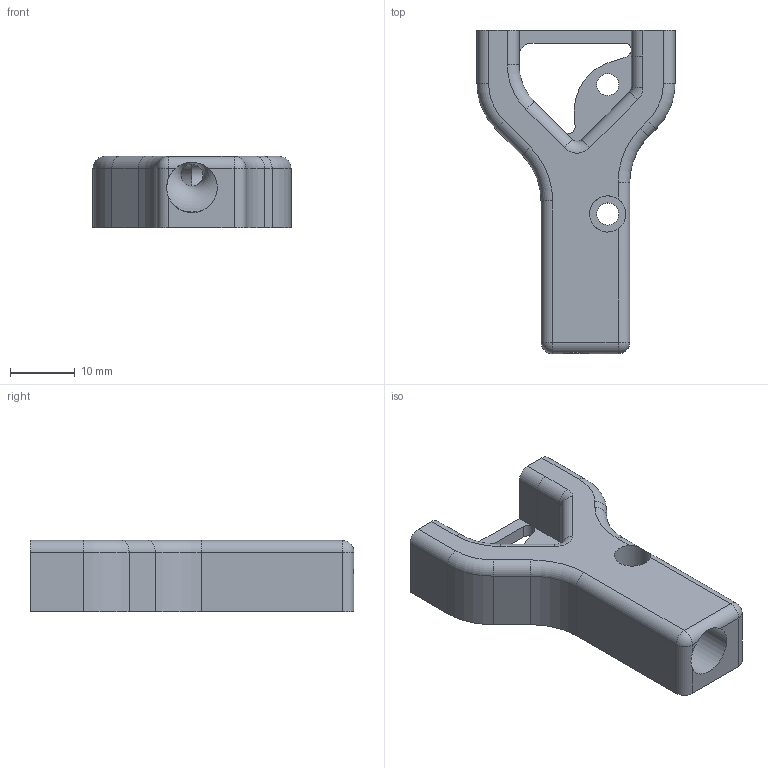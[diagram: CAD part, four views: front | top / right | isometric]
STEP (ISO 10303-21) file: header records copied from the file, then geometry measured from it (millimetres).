
FILE_DESCRIPTION(/* description */ (''),/* implementation_level */ '2;1');
FILE_NAME(/* name */ 'HevORT Hemera V6 Berd Air Nozzle.step',/* time_stamp */ '2022-08-15T13:18:34-04:00',/* author */ (''),/* organization */ (''),/* preprocessor_version */ 'ST-DEVELOPER v19',/* originating_system */ 'Autodesk Translation Framework v11.7.0.108',/* authorisation */ '');
FILE_SCHEMA (('AUTOMOTIVE_DESIGN { 1 0 10303 214 3 1 1 }'));
Length unit declared in the file: millimetre
Products named in the file (1): Berd Air Mount
Bounding box: 30.6 x 50 x 11 mm (x, y, z)
Volume: 6628.4 mm3; surface area: 4681 mm2
Topology: 1 solids, 1 shells, 70 faces, 188 edges, 117 vertices
Faces by surface type: cylinder 35, plane 23, torus 10, sphere 2
Full cylindrical faces by diameter (mm): 3.4 x7, 5.6 x1, 7.8 x1
Entity records: 2309 total; most frequent: CARTESIAN_POINT 446, DIRECTION 411, ORIENTED_EDGE 376, EDGE_CURVE 188, AXIS2_PLACEMENT_3D 159, VERTEX_POINT 117, LINE 93, VECTOR 93
